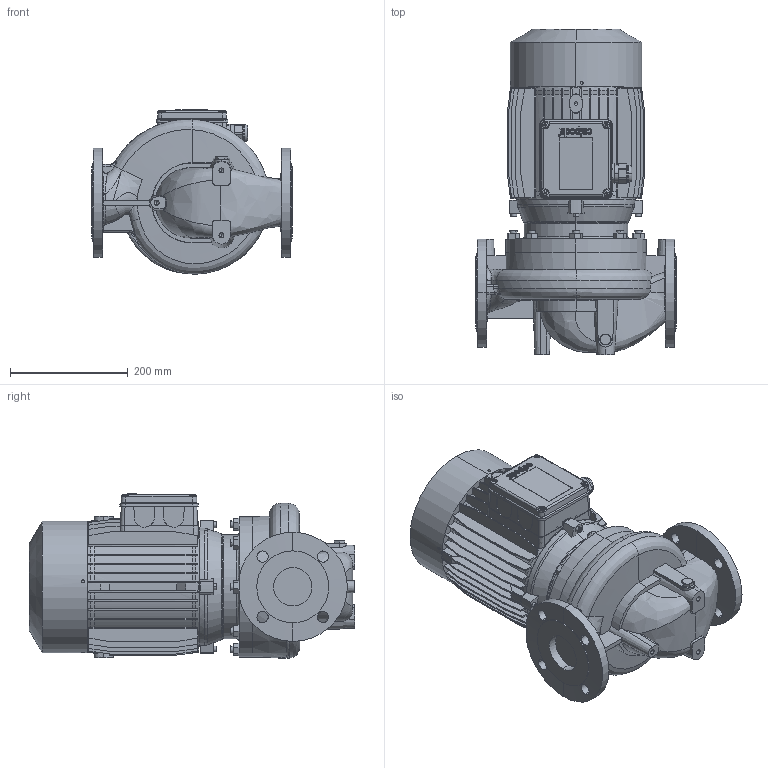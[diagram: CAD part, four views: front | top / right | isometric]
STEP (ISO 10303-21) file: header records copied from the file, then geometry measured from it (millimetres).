
FILE_DESCRIPTION (( 'STEP AP214' ), '1' );
FILE_NAME ('4_93_504_13_REV01.step', '2021-10-27T07:48:43', ( 'Windows User' ), ( '' ), 'SwSTEP 2.0', 'SolidWorks 2020', '' );
FILE_SCHEMA (( 'AUTOMOTIVE_DESIGN' ));
Length unit declared in the file: millimetre
Products named in the file (3): Copia di CP_definitivo^4_93_504_13_REV01; Copia di Motore^4_93_504_13_REV01; 4_93_504_13_REV01
Assembly tree (2 placements, depth 2):
  4_93_504_13_REV01
    Copia di CP_definitivo^4_93_504_13_REV01
    Copia di Motore^4_93_504_13_REV01
Bounding box: 340 x 551.77 x 278.69 mm (x, y, z)
Volume: 20791343.9 mm3; surface area: 1140635.8 mm2
Topology: 15 solids, 15 shells, 2737 faces, 7512 edges, 4919 vertices
Faces by surface type: bspline 1158, plane 1050, cylinder 287, cone 224, sphere 10, torus 8
Entity records: 145717 total; most frequent: CARTESIAN_POINT 82602, ORIENTED_EDGE 15004, EDGE_CURVE 7502, DIRECTION 7182, VERTEX_POINT 4919, B_SPLINE_CURVE_WITH_KNOTS 4010, EDGE_LOOP 2887, FACE_OUTER_BOUND 2737
